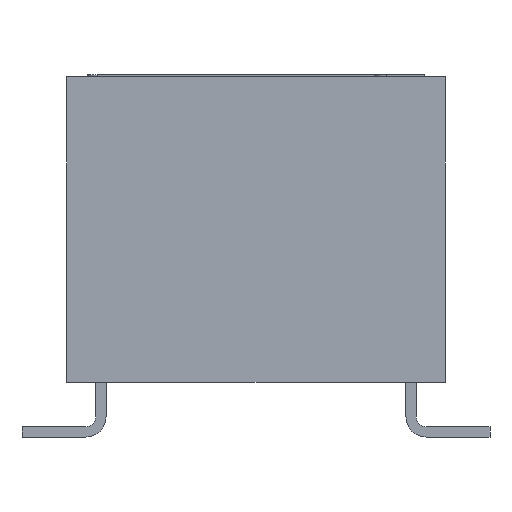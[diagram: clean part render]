
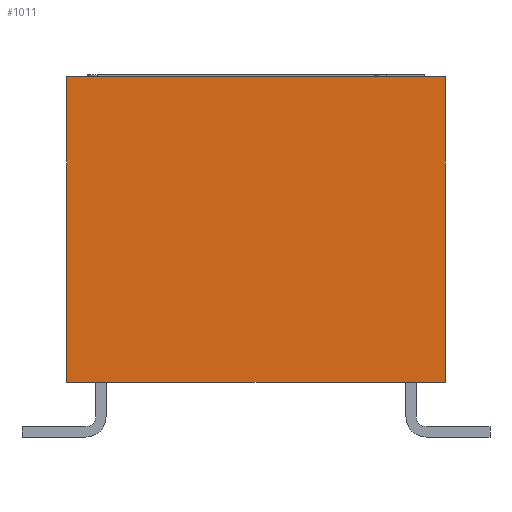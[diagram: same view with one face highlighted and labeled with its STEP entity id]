
A CAD part, front view. The second image highlights one B-rep face of the part: STEP entity #1011.
In plain terms, the highlighted planar face has unit normal (0, -1, 0).
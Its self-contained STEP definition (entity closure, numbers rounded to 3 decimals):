
#62 = VERTEX_POINT('',#63);
#63 = CARTESIAN_POINT('',(4.65,-7.15,1.35));
#71 = VERTEX_POINT('',#72);
#72 = CARTESIAN_POINT('',(-4.65,-7.15,1.35));
#78 = EDGE_CURVE('',#62,#71,#79,.T.);
#79 = LINE('',#80,#81);
#80 = CARTESIAN_POINT('',(4.65,-7.15,1.35));
#81 = VECTOR('',#82,1.);
#82 = DIRECTION('',(-1.,0.,0.));
#129 = VERTEX_POINT('',#130);
#130 = CARTESIAN_POINT('',(4.65,-7.15,8.85));
#136 = EDGE_CURVE('',#62,#129,#137,.T.);
#137 = LINE('',#138,#139);
#138 = CARTESIAN_POINT('',(4.65,-7.15,0.));
#139 = VECTOR('',#140,1.);
#140 = DIRECTION('',(0.,0.,1.));
#152 = EDGE_CURVE('',#129,#153,#155,.T.);
#153 = VERTEX_POINT('',#154);
#154 = CARTESIAN_POINT('',(-4.65,-7.15,8.85));
#155 = LINE('',#156,#157);
#156 = CARTESIAN_POINT('',(4.65,-7.15,8.85));
#157 = VECTOR('',#158,1.);
#158 = DIRECTION('',(-1.,0.,0.));
#999 = EDGE_CURVE('',#71,#153,#1000,.T.);
#1000 = LINE('',#1001,#1002);
#1001 = CARTESIAN_POINT('',(-4.65,-7.15,0.));
#1002 = VECTOR('',#1003,1.);
#1003 = DIRECTION('',(0.,0.,1.));
#1011 = ADVANCED_FACE('',(#1012),#1018,.T.);
#1012 = FACE_BOUND('',#1013,.T.);
#1013 = EDGE_LOOP('',(#1014,#1015,#1016,#1017));
#1014 = ORIENTED_EDGE('',*,*,#78,.F.);
#1015 = ORIENTED_EDGE('',*,*,#136,.T.);
#1016 = ORIENTED_EDGE('',*,*,#152,.T.);
#1017 = ORIENTED_EDGE('',*,*,#999,.F.);
#1018 = PLANE('',#1019);
#1019 = AXIS2_PLACEMENT_3D('',#1020,#1021,#1022);
#1020 = CARTESIAN_POINT('',(4.65,-7.15,0.));
#1021 = DIRECTION('',(0.,-1.,0.));
#1022 = DIRECTION('',(-1.,0.,0.));
